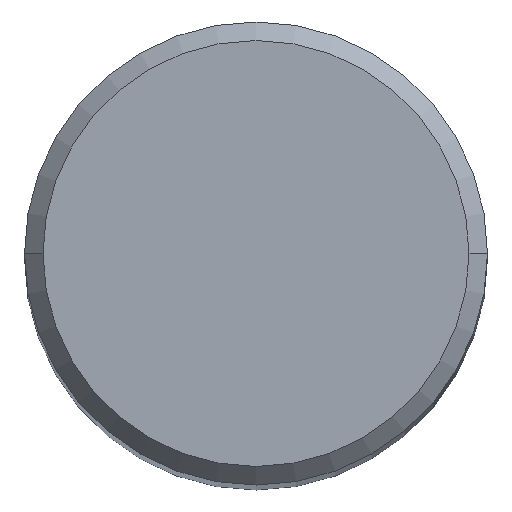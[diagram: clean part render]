
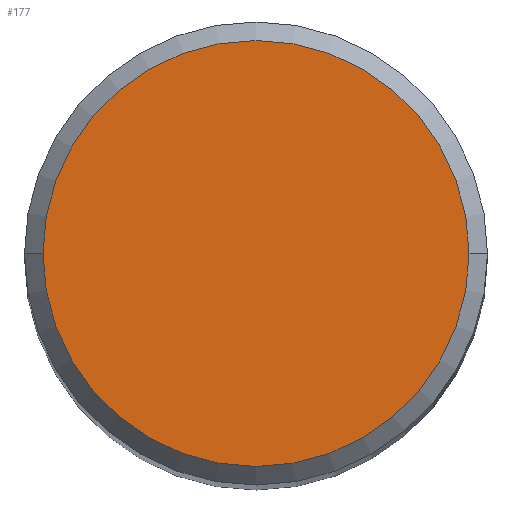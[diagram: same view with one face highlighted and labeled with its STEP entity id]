
A CAD part, top view. The second image highlights one B-rep face of the part: STEP entity #177.
In plain terms, the highlighted planar face has unit normal (0, 0, 1).
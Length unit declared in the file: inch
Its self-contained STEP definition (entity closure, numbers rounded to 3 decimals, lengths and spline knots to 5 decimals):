
#10 = CARTESIAN_POINT ( 'NONE',  ( 0., 0., 2.5 ) ) ;
#14 = AXIS2_PLACEMENT_3D ( 'NONE', #114, #25, #69 ) ;
#19 = ORIENTED_EDGE ( 'NONE', *, *, #180, .T. ) ;
#25 = DIRECTION ( 'NONE',  ( 0., 0., 1. ) ) ;
#29 = EDGE_LOOP ( 'NONE', ( #156, #19 ) ) ;
#35 = AXIS2_PLACEMENT_3D ( 'NONE', #72, #64, #98 ) ;
#61 = CIRCLE ( 'NONE', #35, 0.1725 ) ;
#64 = DIRECTION ( 'NONE',  ( 0., 0., 1. ) ) ;
#69 = DIRECTION ( 'NONE',  ( 1., 0., 0. ) ) ;
#72 = CARTESIAN_POINT ( 'NONE',  ( 0., 0., 2.5 ) ) ;
#86 = PLANE ( 'NONE',  #14 ) ;
#92 = VERTEX_POINT ( 'NONE', #138 ) ;
#93 = DIRECTION ( 'NONE',  ( 0., 0., 1. ) ) ;
#98 = DIRECTION ( 'NONE',  ( 1., 0., 0. ) ) ;
#102 = AXIS2_PLACEMENT_3D ( 'NONE', #10, #93, #166 ) ;
#110 = VERTEX_POINT ( 'NONE', #216 ) ;
#114 = CARTESIAN_POINT ( 'NONE',  ( 0., 0., 2.5 ) ) ;
#138 = CARTESIAN_POINT ( 'NONE',  ( 0.1725, 0., 2.5 ) ) ;
#156 = ORIENTED_EDGE ( 'NONE', *, *, #232, .T. ) ;
#166 = DIRECTION ( 'NONE',  ( 1., 0., 0. ) ) ;
#177 = ADVANCED_FACE ( 'NONE', ( #210 ), #86, .T. ) ;
#180 = EDGE_CURVE ( 'NONE', #92, #110, #234, .T. ) ;
#210 = FACE_OUTER_BOUND ( 'NONE', #29, .T. ) ;
#216 = CARTESIAN_POINT ( 'NONE',  ( -0.1725, 0., 2.5 ) ) ;
#232 = EDGE_CURVE ( 'NONE', #110, #92, #61, .T. ) ;
#234 = CIRCLE ( 'NONE', #102, 0.1725 ) ;
